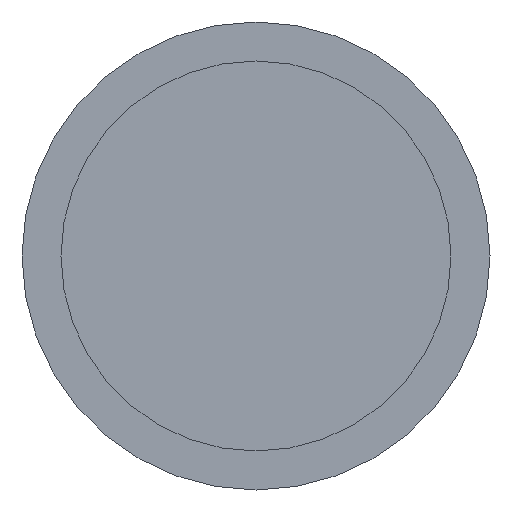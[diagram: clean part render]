
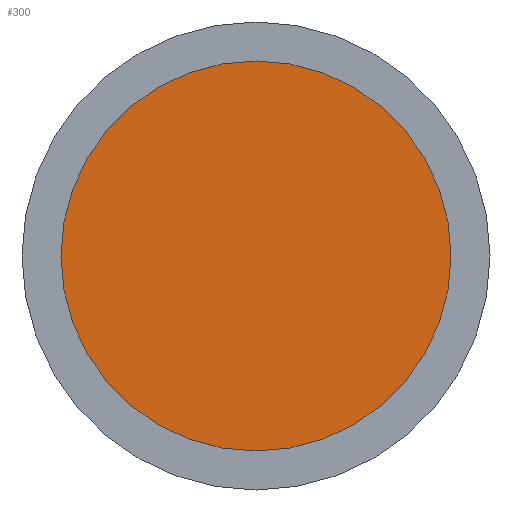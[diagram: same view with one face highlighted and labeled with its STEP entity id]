
A CAD part, front view. The second image highlights one B-rep face of the part: STEP entity #300.
In plain terms, the highlighted planar face has unit normal (0, -1, 0).
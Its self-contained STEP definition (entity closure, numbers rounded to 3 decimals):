
#242=CARTESIAN_POINT('POINT14',(-20.,0.,0.));
#243=VERTEX_POINT('VERTEX14',#242);
#250=CARTESIAN_POINT('POINT15',(20.,0.,0.)
   );
#251=VERTEX_POINT('VERTEX15',#250);
#252=CARTESIAN_POINT('POS29',(0.,0.,
   0.));
#253=DIRECTION('DIR50',(0.,-1.,0.));
#254=DIRECTION('DIR51',(1.,0.,0.));
#255=AXIS2_PLACEMENT_3D('AXIS22',#252,#253,#254);
#256=CIRCLE('ELLIPSE13',#255,20.);
#257=EDGE_CURVE('EDGE20',#251,#243,#256,.T.);
#273=CARTESIAN_POINT('POS32',(0.,0.,0.))
   ;
#274=DIRECTION('DIR55',(0.,1.,0.));
#275=DIRECTION('DIR56',(1.,0.,0.));
#276=AXIS2_PLACEMENT_3D('AXIS24',#273,#274,#275);
#277=CIRCLE('ELLIPSE14',#276,20.);
#278=EDGE_CURVE('EDGE22',#251,#243,#277,.T.);
#291=ORIENTED_EDGE('COEDGE43',*,*,#278,.F.);
#292=ORIENTED_EDGE('COEDGE44',*,*,#257,.T.);
#293=EDGE_LOOP('NONE',(#291,#292));
#294=FACE_BOUND('LOOP1',#293,.T.);
#295=CARTESIAN_POINT('POS34',(0.,0.,0.));
#296=DIRECTION('DIR59',(0.,-1.,0.));
#297=DIRECTION('DIR60',(1.,0.,0.));
#298=AXIS2_PLACEMENT_3D('AXIS26',#295,#296,#297);
#299=PLANE('PLANE4',#298);
#300=ADVANCED_FACE('FACE12',(#294),#299,.T.);
